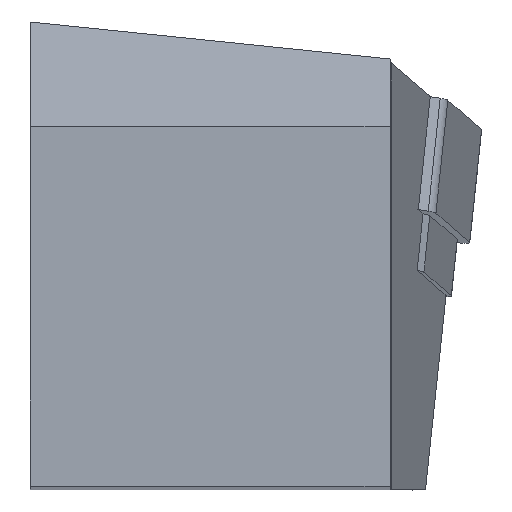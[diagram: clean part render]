
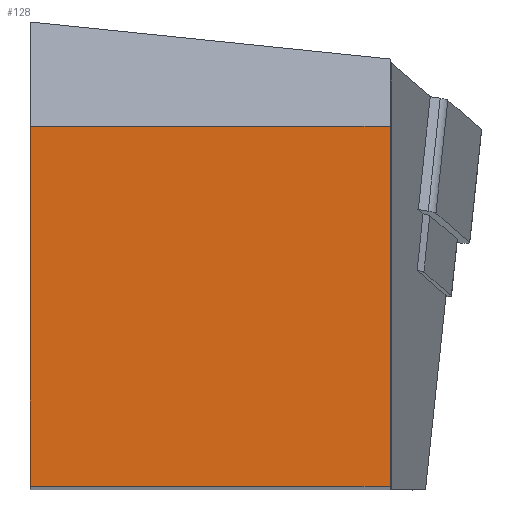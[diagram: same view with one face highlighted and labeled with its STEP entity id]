
A CAD part, top view. The second image highlights one B-rep face of the part: STEP entity #128.
In plain terms, the highlighted planar face has unit normal (0, 0, 1).
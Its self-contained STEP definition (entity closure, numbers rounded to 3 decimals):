
#84=FACE_OUTER_BOUND('',#201,.T.);
#128=ADVANCED_FACE('',(#84),#154,.T.);
#154=PLANE('',#740);
#201=EDGE_LOOP('',(#520,#521,#522,#523));
#263=LINE('',#1081,#335);
#265=LINE('',#1085,#337);
#271=LINE('',#1097,#343);
#273=LINE('',#1101,#345);
#335=VECTOR('',#894,1.);
#337=VECTOR('',#898,1.);
#343=VECTOR('',#910,1.);
#345=VECTOR('',#914,1.);
#520=ORIENTED_EDGE('',*,*,#662,.T.);
#521=ORIENTED_EDGE('',*,*,#672,.T.);
#522=ORIENTED_EDGE('',*,*,#670,.T.);
#523=ORIENTED_EDGE('',*,*,#664,.T.);
#578=VERTEX_POINT('',#1080);
#579=VERTEX_POINT('',#1082);
#580=VERTEX_POINT('',#1086);
#583=VERTEX_POINT('',#1098);
#662=EDGE_CURVE('',#579,#578,#263,.T.);
#664=EDGE_CURVE('',#580,#579,#265,.T.);
#670=EDGE_CURVE('',#583,#580,#271,.T.);
#672=EDGE_CURVE('',#578,#583,#273,.T.);
#740=AXIS2_PLACEMENT_3D('',#1103,#917,#918);
#894=DIRECTION('',(1.,0.,0.));
#898=DIRECTION('',(0.,-1.,0.));
#910=DIRECTION('',(-1.,0.,0.));
#914=DIRECTION('',(0.,1.,0.));
#917=DIRECTION('',(0.,0.,1.));
#918=DIRECTION('',(-1.,0.,0.));
#1080=CARTESIAN_POINT('',(20.,0.,0.));
#1081=CARTESIAN_POINT('',(0.,0.,0.));
#1082=CARTESIAN_POINT('',(0.,0.,0.));
#1085=CARTESIAN_POINT('',(0.,20.,0.));
#1086=CARTESIAN_POINT('',(0.,20.,0.));
#1097=CARTESIAN_POINT('',(20.,20.,0.));
#1098=CARTESIAN_POINT('',(20.,20.,0.));
#1101=CARTESIAN_POINT('',(20.,0.,0.));
#1103=CARTESIAN_POINT('',(10.,10.,0.));
